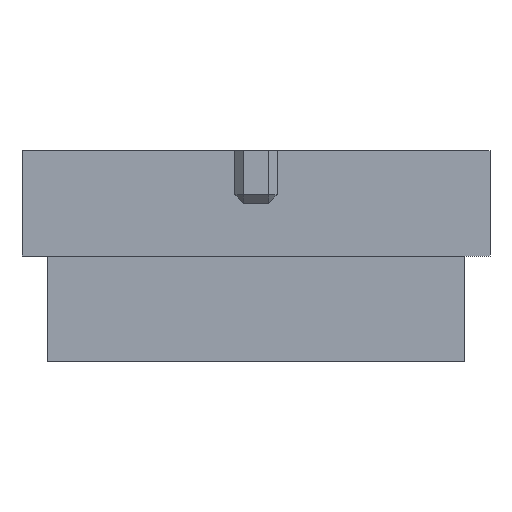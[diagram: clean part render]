
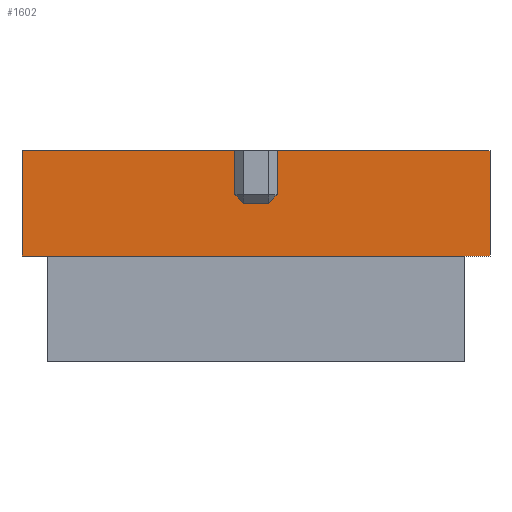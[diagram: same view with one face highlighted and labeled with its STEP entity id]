
A CAD part, front view. The second image highlights one B-rep face of the part: STEP entity #1602.
In plain terms, the highlighted planar face has unit normal (0, -1, 0).
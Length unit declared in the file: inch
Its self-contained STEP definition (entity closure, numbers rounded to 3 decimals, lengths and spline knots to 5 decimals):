
#16 = CARTESIAN_POINT ( 'NONE',  ( -0.2225, -4.465, 0.125 ) ) ;
#18 = DIRECTION ( 'NONE',  ( 0., 0., -1. ) ) ;
#65 = DIRECTION ( 'NONE',  ( -0.707, 0., 0.707 ) ) ;
#81 = EDGE_CURVE ( 'NONE', #1737, #314, #663, .T. ) ;
#91 = DIRECTION ( 'NONE',  ( -0.707, 0., -0.707 ) ) ;
#117 = CARTESIAN_POINT ( 'NONE',  ( -0.7775, -4.465, 0.125 ) ) ;
#162 = LINE ( 'NONE', #744, #1858 ) ;
#170 = LINE ( 'NONE', #16, #712 ) ;
#203 = CARTESIAN_POINT ( 'NONE',  ( -0.475, -4.465, 0.1975 ) ) ;
#209 = CARTESIAN_POINT ( 'NONE',  ( -0.475, -4.465, 0.25 ) ) ;
#216 = ORIENTED_EDGE ( 'NONE', *, *, #1070, .F. ) ;
#240 = CARTESIAN_POINT ( 'NONE',  ( -0.525, -4.465, 0.1975 ) ) ;
#242 = EDGE_CURVE ( 'NONE', #843, #836, #170, .T. ) ;
#252 = LINE ( 'NONE', #1563, #1118 ) ;
#292 = CARTESIAN_POINT ( 'NONE',  ( -0.525, -4.465, 0.25 ) ) ;
#294 = CARTESIAN_POINT ( 'NONE',  ( -0.7775, -4.465, 0.125 ) ) ;
#306 = VECTOR ( 'NONE', #963, 39.37008 ) ;
#307 = EDGE_CURVE ( 'NONE', #1565, #910, #162, .T. ) ;
#314 = VERTEX_POINT ( 'NONE', #1814 ) ;
#340 = DIRECTION ( 'NONE',  ( 1., 0., 0. ) ) ;
#352 = EDGE_CURVE ( 'NONE', #644, #1587, #673, .T. ) ;
#355 = ORIENTED_EDGE ( 'NONE', *, *, #307, .T. ) ;
#460 = CARTESIAN_POINT ( 'NONE',  ( -0.515, -4.465, 0.1875 ) ) ;
#484 = ORIENTED_EDGE ( 'NONE', *, *, #1422, .T. ) ;
#527 = VECTOR ( 'NONE', #340, 39.37008 ) ;
#551 = ORIENTED_EDGE ( 'NONE', *, *, #242, .T. ) ;
#559 = CARTESIAN_POINT ( 'NONE',  ( -0.7775, -4.465, 0.25 ) ) ;
#589 = VECTOR ( 'NONE', #1293, 39.37008 ) ;
#601 = CARTESIAN_POINT ( 'NONE',  ( -0.2225, -4.465, 0.25 ) ) ;
#606 = ORIENTED_EDGE ( 'NONE', *, *, #1558, .F. ) ;
#644 = VERTEX_POINT ( 'NONE', #460 ) ;
#646 = ORIENTED_EDGE ( 'NONE', *, *, #982, .T. ) ;
#663 = LINE ( 'NONE', #1688, #306 ) ;
#673 = LINE ( 'NONE', #240, #1269 ) ;
#697 = VECTOR ( 'NONE', #1571, 39.37008 ) ;
#712 = VECTOR ( 'NONE', #755, 39.37008 ) ;
#730 = CARTESIAN_POINT ( 'NONE',  ( -0.7775, -4.465, 0.125 ) ) ;
#744 = CARTESIAN_POINT ( 'NONE',  ( -0.485, -4.465, 0.1875 ) ) ;
#755 = DIRECTION ( 'NONE',  ( 0., 0., 1. ) ) ;
#789 = VECTOR ( 'NONE', #1089, 39.37008 ) ;
#815 = LINE ( 'NONE', #1232, #789 ) ;
#834 = CARTESIAN_POINT ( 'NONE',  ( -0.525, -4.465, 0.1875 ) ) ;
#836 = VERTEX_POINT ( 'NONE', #601 ) ;
#843 = VERTEX_POINT ( 'NONE', #1218 ) ;
#850 = LINE ( 'NONE', #117, #858 ) ;
#858 = VECTOR ( 'NONE', #1148, 39.37008 ) ;
#893 = ORIENTED_EDGE ( 'NONE', *, *, #81, .F. ) ;
#910 = VERTEX_POINT ( 'NONE', #1693 ) ;
#963 = DIRECTION ( 'NONE',  ( 0., 0., 1. ) ) ;
#982 = EDGE_CURVE ( 'NONE', #1587, #1677, #815, .T. ) ;
#996 = DIRECTION ( 'NONE',  ( 0., -1., 0. ) ) ;
#1052 = EDGE_CURVE ( 'NONE', #1276, #836, #1424, .T. ) ;
#1070 = EDGE_CURVE ( 'NONE', #1565, #1276, #252, .T. ) ;
#1089 = DIRECTION ( 'NONE',  ( 0., 0., 1. ) ) ;
#1118 = VECTOR ( 'NONE', #1137, 39.37008 ) ;
#1133 = AXIS2_PLACEMENT_3D ( 'NONE', #730, #996, #18 ) ;
#1137 = DIRECTION ( 'NONE',  ( 0., 0., 1. ) ) ;
#1148 = DIRECTION ( 'NONE',  ( 1., 0., 0. ) ) ;
#1171 = PLANE ( 'NONE',  #1133 ) ;
#1218 = CARTESIAN_POINT ( 'NONE',  ( -0.2225, -4.465, 0.125 ) ) ;
#1232 = CARTESIAN_POINT ( 'NONE',  ( -0.525, -4.465, 0.1875 ) ) ;
#1265 = LINE ( 'NONE', #834, #589 ) ;
#1269 = VECTOR ( 'NONE', #65, 39.37008 ) ;
#1276 = VERTEX_POINT ( 'NONE', #209 ) ;
#1293 = DIRECTION ( 'NONE',  ( 1., 0., 0. ) ) ;
#1416 = ORIENTED_EDGE ( 'NONE', *, *, #352, .T. ) ;
#1422 = EDGE_CURVE ( 'NONE', #1737, #843, #850, .T. ) ;
#1424 = LINE ( 'NONE', #559, #697 ) ;
#1459 = ORIENTED_EDGE ( 'NONE', *, *, #1052, .F. ) ;
#1481 = EDGE_CURVE ( 'NONE', #644, #910, #1265, .T. ) ;
#1485 = EDGE_LOOP ( 'NONE', ( #216, #355, #1625, #1416, #646, #606, #893, #484, #551, #1459 ) ) ;
#1500 = CARTESIAN_POINT ( 'NONE',  ( -0.7775, -4.465, 0.25 ) ) ;
#1558 = EDGE_CURVE ( 'NONE', #314, #1677, #1648, .T. ) ;
#1563 = CARTESIAN_POINT ( 'NONE',  ( -0.475, -4.465, 0.1875 ) ) ;
#1565 = VERTEX_POINT ( 'NONE', #203 ) ;
#1571 = DIRECTION ( 'NONE',  ( 1., 0., 0. ) ) ;
#1587 = VERTEX_POINT ( 'NONE', #1639 ) ;
#1602 = ADVANCED_FACE ( 'NONE', ( #1765 ), #1171, .T. ) ;
#1625 = ORIENTED_EDGE ( 'NONE', *, *, #1481, .F. ) ;
#1639 = CARTESIAN_POINT ( 'NONE',  ( -0.525, -4.465, 0.1975 ) ) ;
#1648 = LINE ( 'NONE', #1500, #527 ) ;
#1677 = VERTEX_POINT ( 'NONE', #292 ) ;
#1688 = CARTESIAN_POINT ( 'NONE',  ( -0.7775, -4.465, 0.125 ) ) ;
#1693 = CARTESIAN_POINT ( 'NONE',  ( -0.485, -4.465, 0.1875 ) ) ;
#1737 = VERTEX_POINT ( 'NONE', #294 ) ;
#1765 = FACE_OUTER_BOUND ( 'NONE', #1485, .T. ) ;
#1814 = CARTESIAN_POINT ( 'NONE',  ( -0.7775, -4.465, 0.25 ) ) ;
#1858 = VECTOR ( 'NONE', #91, 39.37008 ) ;
